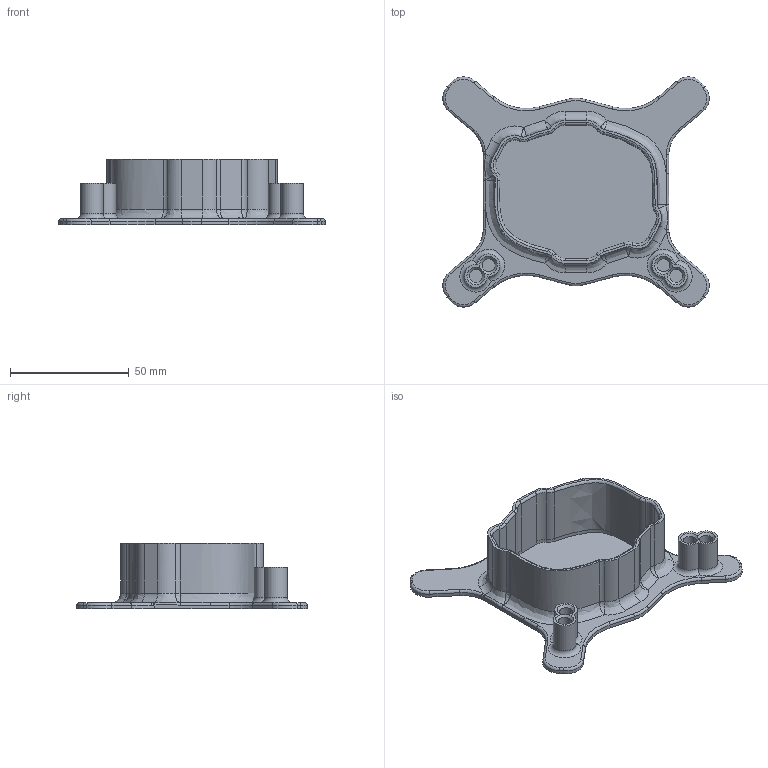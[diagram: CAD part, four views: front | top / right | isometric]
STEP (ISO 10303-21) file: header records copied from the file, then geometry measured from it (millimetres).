
FILE_DESCRIPTION(/* description */ (''),/* implementation_level */ '2;1');
FILE_NAME(/* name */ 'Stand.step',/* time_stamp */ '2023-03-09T13:30:24+01:00',/* author */ (''),/* organization */ (''),/* preprocessor_version */ 'ST-DEVELOPER v19.2',/* originating_system */ 'Autodesk Translation Framework v11.17.0.187',/* authorisation */ '');
FILE_SCHEMA (('AUTOMOTIVE_DESIGN { 1 0 10303 214 3 1 1 }'));
Length unit declared in the file: millimetre
Products named in the file (1): Stand
Bounding box: 112.04 x 96.88 x 27.5 mm (x, y, z)
Volume: 26983.3 mm3; surface area: 27791.4 mm2
Topology: 1 solids, 1 shells, 226 faces, 547 edges, 321 vertices
Faces by surface type: bspline 109, cylinder 53, plane 38, torus 22, cone 4
Full cylindrical faces by diameter (mm): 5.5 x4
Entity records: 10431 total; most frequent: CARTESIAN_POINT 5808, ORIENTED_EDGE 1080, DIRECTION 738, EDGE_CURVE 540, VERTEX_POINT 321, AXIS2_PLACEMENT_3D 281, EDGE_LOOP 231, FACE_OUTER_BOUND 226
